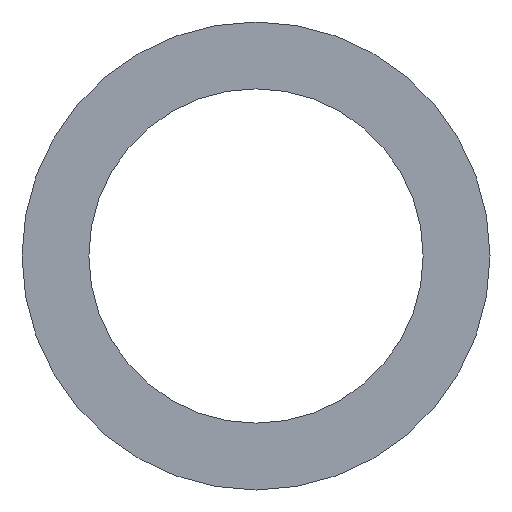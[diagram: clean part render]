
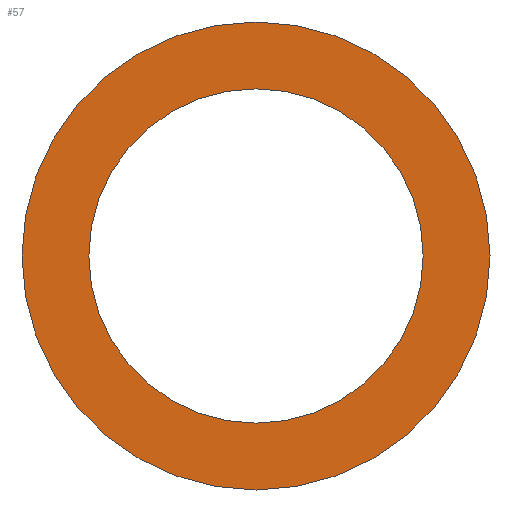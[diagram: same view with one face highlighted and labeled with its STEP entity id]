
A CAD part, front view. The second image highlights one B-rep face of the part: STEP entity #57.
In plain terms, the highlighted planar face has unit normal (0, -1, 0).
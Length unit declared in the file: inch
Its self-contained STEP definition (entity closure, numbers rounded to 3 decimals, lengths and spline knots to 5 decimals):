
#4 = EDGE_CURVE ( 'NONE', #219, #178, #118, .T. ) ;
#13 = CARTESIAN_POINT ( 'NONE',  ( 0., 0., 0. ) ) ;
#14 = ORIENTED_EDGE ( 'NONE', *, *, #48, .T. ) ;
#20 = CIRCLE ( 'NONE', #139, 0.4375 ) ;
#23 = VERTEX_POINT ( 'NONE', #159 ) ;
#28 = FACE_OUTER_BOUND ( 'NONE', #133, .T. ) ;
#34 = AXIS2_PLACEMENT_3D ( 'NONE', #91, #127, #140 ) ;
#36 = AXIS2_PLACEMENT_3D ( 'NONE', #169, #205, #229 ) ;
#37 = CARTESIAN_POINT ( 'NONE',  ( 0., 0., 0.3125 ) ) ;
#48 = EDGE_CURVE ( 'NONE', #178, #219, #202, .T. ) ;
#50 = DIRECTION ( 'NONE',  ( 0., 1., 0. ) ) ;
#57 = ADVANCED_FACE ( 'NONE', ( #28, #88 ), #144, .F. ) ;
#65 = AXIS2_PLACEMENT_3D ( 'NONE', #225, #166, #221 ) ;
#77 = ORIENTED_EDGE ( 'NONE', *, *, #114, .F. ) ;
#88 = FACE_BOUND ( 'NONE', #223, .T. ) ;
#91 = CARTESIAN_POINT ( 'NONE',  ( 0., 0., 0. ) ) ;
#107 = CARTESIAN_POINT ( 'NONE',  ( 0., 0., 0. ) ) ;
#113 = DIRECTION ( 'NONE',  ( 0., 1., 0. ) ) ;
#114 = EDGE_CURVE ( 'NONE', #23, #206, #20, .T. ) ;
#118 = CIRCLE ( 'NONE', #134, 0.3125 ) ;
#127 = DIRECTION ( 'NONE',  ( 0., 1., 0. ) ) ;
#132 = CARTESIAN_POINT ( 'NONE',  ( 0., 0., -0.4375 ) ) ;
#133 = EDGE_LOOP ( 'NONE', ( #228, #77 ) ) ;
#134 = AXIS2_PLACEMENT_3D ( 'NONE', #13, #113, #246 ) ;
#139 = AXIS2_PLACEMENT_3D ( 'NONE', #107, #50, #186 ) ;
#140 = DIRECTION ( 'NONE',  ( 0., 0., 1. ) ) ;
#144 = PLANE ( 'NONE',  #65 ) ;
#159 = CARTESIAN_POINT ( 'NONE',  ( 0., 0., 0.4375 ) ) ;
#166 = DIRECTION ( 'NONE',  ( 0., 1., 0. ) ) ;
#169 = CARTESIAN_POINT ( 'NONE',  ( 0., 0., 0. ) ) ;
#173 = CIRCLE ( 'NONE', #36, 0.4375 ) ;
#176 = ORIENTED_EDGE ( 'NONE', *, *, #4, .T. ) ;
#178 = VERTEX_POINT ( 'NONE', #37 ) ;
#186 = DIRECTION ( 'NONE',  ( 0., 0., 1. ) ) ;
#202 = CIRCLE ( 'NONE', #34, 0.3125 ) ;
#205 = DIRECTION ( 'NONE',  ( 0., 1., 0. ) ) ;
#206 = VERTEX_POINT ( 'NONE', #132 ) ;
#210 = CARTESIAN_POINT ( 'NONE',  ( 0., 0., -0.3125 ) ) ;
#219 = VERTEX_POINT ( 'NONE', #210 ) ;
#221 = DIRECTION ( 'NONE',  ( 0., 0., 1. ) ) ;
#223 = EDGE_LOOP ( 'NONE', ( #176, #14 ) ) ;
#225 = CARTESIAN_POINT ( 'NONE',  ( 0., 0., 0. ) ) ;
#228 = ORIENTED_EDGE ( 'NONE', *, *, #237, .F. ) ;
#229 = DIRECTION ( 'NONE',  ( 0., 0., 1. ) ) ;
#237 = EDGE_CURVE ( 'NONE', #206, #23, #173, .T. ) ;
#246 = DIRECTION ( 'NONE',  ( 0., 0., 1. ) ) ;
